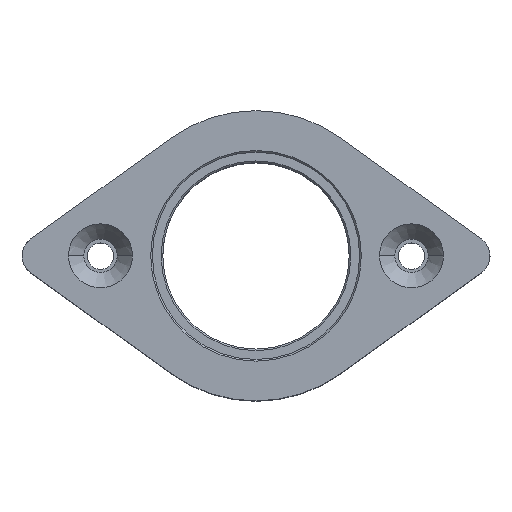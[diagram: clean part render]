
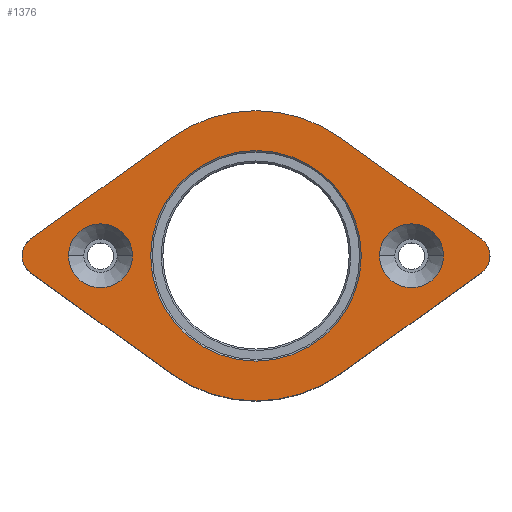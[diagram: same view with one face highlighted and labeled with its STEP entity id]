
A CAD part, top view. The second image highlights one B-rep face of the part: STEP entity #1376.
In plain terms, the highlighted planar face has unit normal (0, 0, 1).
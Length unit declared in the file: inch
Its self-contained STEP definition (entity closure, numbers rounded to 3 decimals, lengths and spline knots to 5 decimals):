
#26 = DIRECTION ( 'NONE',  ( 0., 0., 1. ) ) ;
#120 = EDGE_CURVE ( 'NONE', #2740, #2482, #436, .T. ) ;
#137 = EDGE_LOOP ( 'NONE', ( #2336, #1955 ) ) ;
#144 = EDGE_CURVE ( 'NONE', #2482, #835, #2340, .T. ) ;
#148 = EDGE_CURVE ( 'NONE', #1848, #1081, #2890, .T. ) ;
#194 = EDGE_CURVE ( 'NONE', #1081, #2476, #2779, .T. ) ;
#203 = CARTESIAN_POINT ( 'NONE',  ( 0.51042, -0.7107, 0.0625 ) ) ;
#210 = EDGE_CURVE ( 'NONE', #228, #2476, #1211, .T. ) ;
#224 = EDGE_CURVE ( 'NONE', #2740, #1946, #969, .T. ) ;
#228 = VERTEX_POINT ( 'NONE', #2286 ) ;
#237 = AXIS2_PLACEMENT_3D ( 'NONE', #879, #874, #871 ) ;
#253 = CARTESIAN_POINT ( 'NONE',  ( -0.51042, 0.7107, 0.0625 ) ) ;
#259 = EDGE_CURVE ( 'NONE', #1959, #1931, #2277, .T. ) ;
#264 = EDGE_CURVE ( 'NONE', #288, #291, #2621, .T. ) ;
#274 = EDGE_CURVE ( 'NONE', #2315, #545, #1011, .T. ) ;
#281 = EDGE_LOOP ( 'NONE', ( #2611, #942, #1412, #1278, #765, #2231, #1260, #2570, #1153 ) ) ;
#285 = AXIS2_PLACEMENT_3D ( 'NONE', #2170, #2167, #2161 ) ;
#286 = EDGE_CURVE ( 'NONE', #228, #1946, #2615, .T. ) ;
#288 = VERTEX_POINT ( 'NONE', #2243 ) ;
#291 = VERTEX_POINT ( 'NONE', #2198 ) ;
#293 = EDGE_CURVE ( 'NONE', #835, #2866, #2559, .T. ) ;
#316 = AXIS2_PLACEMENT_3D ( 'NONE', #2371, #2369, #2362 ) ;
#323 = AXIS2_PLACEMENT_3D ( 'NONE', #2240, #2237, #2234 ) ;
#328 = AXIS2_PLACEMENT_3D ( 'NONE', #2191, #2189, #2185 ) ;
#403 = AXIS2_PLACEMENT_3D ( 'NONE', #2217, #2215, #2206 ) ;
#419 = AXIS2_PLACEMENT_3D ( 'NONE', #2458, #2457, #479 ) ;
#423 = AXIS2_PLACEMENT_3D ( 'NONE', #2137, #2135, #2125 ) ;
#432 = EDGE_LOOP ( 'NONE', ( #580, #488 ) ) ;
#436 = CIRCLE ( 'NONE', #419, 0.875 ) ;
#478 = CIRCLE ( 'NONE', #1981, 0.1925 ) ;
#479 = DIRECTION ( 'NONE',  ( 1., 0., 0. ) ) ;
#488 = ORIENTED_EDGE ( 'NONE', *, *, #259, .T. ) ;
#497 = EDGE_CURVE ( 'NONE', #1931, #1959, #2715, .T. ) ;
#545 = VERTEX_POINT ( 'NONE', #1330 ) ;
#580 = ORIENTED_EDGE ( 'NONE', *, *, #497, .T. ) ;
#595 = EDGE_CURVE ( 'NONE', #2866, #1848, #1505, .T. ) ;
#735 = ORIENTED_EDGE ( 'NONE', *, *, #264, .F. ) ;
#763 = CARTESIAN_POINT ( 'NONE',  ( -1.35863, -0.10153, 0.0625 ) ) ;
#765 = ORIENTED_EDGE ( 'NONE', *, *, #144, .T. ) ;
#835 = VERTEX_POINT ( 'NONE', #2502 ) ;
#871 = DIRECTION ( 'NONE',  ( 1., 0., 0. ) ) ;
#874 = DIRECTION ( 'NONE',  ( 0., 0., 1. ) ) ;
#879 = CARTESIAN_POINT ( 'NONE',  ( -1.28571, 0., 0.0625 ) ) ;
#897 = AXIS2_PLACEMENT_3D ( 'NONE', #1880, #26, #1671 ) ;
#924 = CARTESIAN_POINT ( 'NONE',  ( -1.41071, 0., 0.0625 ) ) ;
#936 = CARTESIAN_POINT ( 'NONE',  ( 1.35863, 0.10153, 0.0625 ) ) ;
#942 = ORIENTED_EDGE ( 'NONE', *, *, #286, .T. ) ;
#969 = LINE ( 'NONE', #2332, #2618 ) ;
#997 = EDGE_CURVE ( 'NONE', #291, #288, #2368, .T. ) ;
#1011 = CIRCLE ( 'NONE', #328, 0.1925 ) ;
#1081 = VERTEX_POINT ( 'NONE', #1991 ) ;
#1083 = AXIS2_PLACEMENT_3D ( 'NONE', #1502, #2464, #2109 ) ;
#1153 = ORIENTED_EDGE ( 'NONE', *, *, #194, .T. ) ;
#1186 = EDGE_LOOP ( 'NONE', ( #735, #1831 ) ) ;
#1202 = VECTOR ( 'NONE', #2337, 39.37008 ) ;
#1206 = VECTOR ( 'NONE', #2411, 39.37008 ) ;
#1211 = LINE ( 'NONE', #2355, #1202 ) ;
#1260 = ORIENTED_EDGE ( 'NONE', *, *, #595, .T. ) ;
#1278 = ORIENTED_EDGE ( 'NONE', *, *, #120, .T. ) ;
#1330 = CARTESIAN_POINT ( 'NONE',  ( 0.745, 0., 0.0625 ) ) ;
#1358 = DIRECTION ( 'NONE',  ( 1., 0., 0. ) ) ;
#1364 = DIRECTION ( 'NONE',  ( 0., 0., -1. ) ) ;
#1376 = ADVANCED_FACE ( 'NONE', ( #2133, #1430, #2500, #1987 ), #2881, .T. ) ;
#1381 = CARTESIAN_POINT ( 'NONE',  ( 0., 0., 0.0625 ) ) ;
#1412 = ORIENTED_EDGE ( 'NONE', *, *, #224, .F. ) ;
#1430 = FACE_BOUND ( 'NONE', #1186, .T. ) ;
#1499 = DIRECTION ( 'NONE',  ( 0., 0., 1. ) ) ;
#1502 = CARTESIAN_POINT ( 'NONE',  ( 0., 0., 0.0625 ) ) ;
#1505 = CIRCLE ( 'NONE', #237, 0.125 ) ;
#1671 = DIRECTION ( 'NONE',  ( 1., 0., 0. ) ) ;
#1773 = CARTESIAN_POINT ( 'NONE',  ( 1.13, 0., 0.0625 ) ) ;
#1831 = ORIENTED_EDGE ( 'NONE', *, *, #997, .F. ) ;
#1848 = VERTEX_POINT ( 'NONE', #763 ) ;
#1880 = CARTESIAN_POINT ( 'NONE',  ( -0.9375, 0., 0.0625 ) ) ;
#1931 = VERTEX_POINT ( 'NONE', #2908 ) ;
#1946 = VERTEX_POINT ( 'NONE', #936 ) ;
#1955 = ORIENTED_EDGE ( 'NONE', *, *, #2610, .F. ) ;
#1959 = VERTEX_POINT ( 'NONE', #2662 ) ;
#1981 = AXIS2_PLACEMENT_3D ( 'NONE', #2466, #1499, #2313 ) ;
#1987 = FACE_OUTER_BOUND ( 'NONE', #281, .T. ) ;
#1991 = CARTESIAN_POINT ( 'NONE',  ( -0.51042, -0.7107, 0.0625 ) ) ;
#2109 = DIRECTION ( 'NONE',  ( 1., 0., 0. ) ) ;
#2125 = DIRECTION ( 'NONE',  ( 1., 0., 0. ) ) ;
#2133 = FACE_BOUND ( 'NONE', #432, .T. ) ;
#2135 = DIRECTION ( 'NONE',  ( 0., 0., 1. ) ) ;
#2137 = CARTESIAN_POINT ( 'NONE',  ( -1.28571, 0., 0.0625 ) ) ;
#2161 = DIRECTION ( 'NONE',  ( 1., 0., 0. ) ) ;
#2167 = DIRECTION ( 'NONE',  ( 0., 0., 1. ) ) ;
#2170 = CARTESIAN_POINT ( 'NONE',  ( 1.28571, 0., 0.0625 ) ) ;
#2185 = DIRECTION ( 'NONE',  ( 1., 0., 0. ) ) ;
#2189 = DIRECTION ( 'NONE',  ( 0., 0., 1. ) ) ;
#2191 = CARTESIAN_POINT ( 'NONE',  ( 0.9375, 0., 0.0625 ) ) ;
#2198 = CARTESIAN_POINT ( 'NONE',  ( -1.13, 0., 0.0625 ) ) ;
#2206 = DIRECTION ( 'NONE',  ( 1., 0., 0. ) ) ;
#2215 = DIRECTION ( 'NONE',  ( 0., 0., 1. ) ) ;
#2217 = CARTESIAN_POINT ( 'NONE',  ( -0.9375, 0., 0.0625 ) ) ;
#2231 = ORIENTED_EDGE ( 'NONE', *, *, #293, .T. ) ;
#2234 = DIRECTION ( 'NONE',  ( 1., 0., 0. ) ) ;
#2237 = DIRECTION ( 'NONE',  ( 0., 0., -1. ) ) ;
#2240 = CARTESIAN_POINT ( 'NONE',  ( 0., 0., 0.0625 ) ) ;
#2243 = CARTESIAN_POINT ( 'NONE',  ( -0.745, 0., 0.0625 ) ) ;
#2277 = CIRCLE ( 'NONE', #323, 0.63484 ) ;
#2286 = CARTESIAN_POINT ( 'NONE',  ( 1.35863, -0.10153, 0.0625 ) ) ;
#2313 = DIRECTION ( 'NONE',  ( 1., 0., 0. ) ) ;
#2315 = VERTEX_POINT ( 'NONE', #1773 ) ;
#2330 = DIRECTION ( 'NONE',  ( 0.812, -0.583, 0. ) ) ;
#2332 = CARTESIAN_POINT ( 'NONE',  ( 0.51042, 0.7107, 0.0625 ) ) ;
#2336 = ORIENTED_EDGE ( 'NONE', *, *, #274, .F. ) ;
#2337 = DIRECTION ( 'NONE',  ( -0.812, -0.583, 0. ) ) ;
#2340 = LINE ( 'NONE', #2481, #2782 ) ;
#2355 = CARTESIAN_POINT ( 'NONE',  ( 0.51042, -0.7107, 0.0625 ) ) ;
#2362 = DIRECTION ( 'NONE',  ( 1., 0., 0. ) ) ;
#2365 = CARTESIAN_POINT ( 'NONE',  ( 0.51042, 0.7107, 0.0625 ) ) ;
#2368 = CIRCLE ( 'NONE', #897, 0.1925 ) ;
#2369 = DIRECTION ( 'NONE',  ( 0., 0., 1. ) ) ;
#2371 = CARTESIAN_POINT ( 'NONE',  ( 0., 0., 0.0625 ) ) ;
#2411 = DIRECTION ( 'NONE',  ( 0.812, -0.583, 0. ) ) ;
#2439 = CARTESIAN_POINT ( 'NONE',  ( -0.51042, -0.7107, 0.0625 ) ) ;
#2457 = DIRECTION ( 'NONE',  ( 0., 0., 1. ) ) ;
#2458 = CARTESIAN_POINT ( 'NONE',  ( 0., 0., 0.0625 ) ) ;
#2464 = DIRECTION ( 'NONE',  ( 0., 0., 1. ) ) ;
#2466 = CARTESIAN_POINT ( 'NONE',  ( 0.9375, 0., 0.0625 ) ) ;
#2474 = DIRECTION ( 'NONE',  ( -0.812, -0.583, 0. ) ) ;
#2476 = VERTEX_POINT ( 'NONE', #203 ) ;
#2481 = CARTESIAN_POINT ( 'NONE',  ( -0.51042, 0.7107, 0.0625 ) ) ;
#2482 = VERTEX_POINT ( 'NONE', #253 ) ;
#2500 = FACE_BOUND ( 'NONE', #137, .T. ) ;
#2502 = CARTESIAN_POINT ( 'NONE',  ( -1.35863, 0.10153, 0.0625 ) ) ;
#2559 = CIRCLE ( 'NONE', #423, 0.125 ) ;
#2570 = ORIENTED_EDGE ( 'NONE', *, *, #148, .T. ) ;
#2610 = EDGE_CURVE ( 'NONE', #545, #2315, #478, .T. ) ;
#2611 = ORIENTED_EDGE ( 'NONE', *, *, #210, .F. ) ;
#2615 = CIRCLE ( 'NONE', #285, 0.125 ) ;
#2618 = VECTOR ( 'NONE', #2330, 39.37008 ) ;
#2621 = CIRCLE ( 'NONE', #403, 0.1925 ) ;
#2662 = CARTESIAN_POINT ( 'NONE',  ( -0.63484, 0., 0.0625 ) ) ;
#2715 = CIRCLE ( 'NONE', #2857, 0.63484 ) ;
#2740 = VERTEX_POINT ( 'NONE', #2365 ) ;
#2779 = CIRCLE ( 'NONE', #316, 0.875 ) ;
#2782 = VECTOR ( 'NONE', #2474, 39.37008 ) ;
#2857 = AXIS2_PLACEMENT_3D ( 'NONE', #1381, #1364, #1358 ) ;
#2866 = VERTEX_POINT ( 'NONE', #924 ) ;
#2881 = PLANE ( 'NONE',  #1083 ) ;
#2890 = LINE ( 'NONE', #2439, #1206 ) ;
#2908 = CARTESIAN_POINT ( 'NONE',  ( 0.63484, 0., 0.0625 ) ) ;
